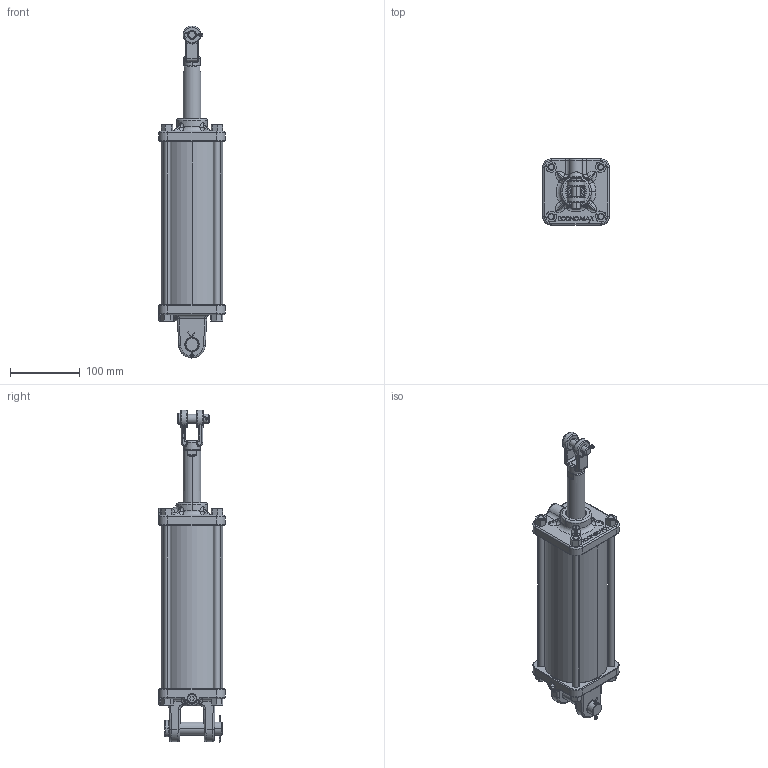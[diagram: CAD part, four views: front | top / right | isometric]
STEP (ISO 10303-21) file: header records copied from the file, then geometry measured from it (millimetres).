
FILE_DESCRIPTION (( 'STEP AP203' ), '1' );
FILE_NAME ('EA3S080A2N091NS.STEP', '2022-01-24T12:52:01', ( '' ), ( '' ), 'SwSTEP 2.0', 'SolidWorks 2021', '' );
FILE_SCHEMA (( 'CONFIG_CONTROL_DESIGN' ));
Length unit declared in the file: inch
Products named in the file (14): APT32-0.75-16; ZY-CP-290; 18cotter pin X .75; EA3S080A2N091NS; E325C AS CAST MACHINED REV3; 3.2T8S LOGOTM; 38-24TR8B; 5409-04V; E325H AS CAST RIBS MACHINED REV3; BDCO61ZD; 18cotter pin X .5; 038HEXNUT; 1R8S063-18M3
Assembly tree (23 placements, depth 3):
  EA3S080A2N091NS
    E325H AS CAST RIBS MACHINED REV3
    E325C AS CAST MACHINED REV3
    1R8S063-18M3
    BDCO61ZD
    3.2T8S LOGOTM
    18cotter pin X .5
    ZY-CP-290
      ZY-CP-290
      18cotter pin X .75
    38-24TR8B  x4
    038HEXNUT  x8
    APT32-0.75-16
    5409-04V
Bounding box: 95.25 x 95.25 x 476.34 mm (x, y, z)
Volume: 961546.8 mm3; surface area: 313693.4 mm2
Topology: 22 solids, 22 shells, 1621 faces, 3817 edges, 2294 vertices
Faces by surface type: cone 494, plane 429, bspline 304, cylinder 217, torus 175, sphere 2
Entity records: 60243 total; most frequent: CARTESIAN_POINT 32417, ORIENTED_EDGE 5710, DIRECTION 4932, EDGE_CURVE 2855, AXIS2_PLACEMENT_3D 1865, VERTEX_POINT 1744, EDGE_LOOP 1323, FACE_OUTER_BOUND 1211
